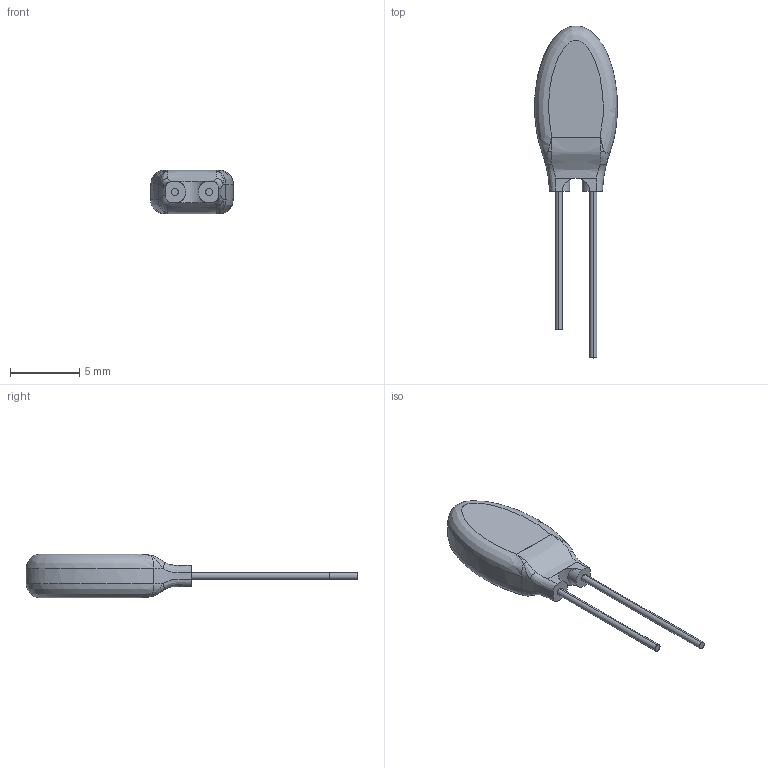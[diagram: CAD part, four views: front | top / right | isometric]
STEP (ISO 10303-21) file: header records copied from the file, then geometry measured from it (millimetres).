
FILE_DESCRIPTION (( 'STEP AP214' ), '1' );
FILE_NAME ('22DEFAU1012245505681.step', '2005-10-12T06:45:52', ( 'SysAdmin' ), ( 'SolidWorks' ), 'SwSTEP 2.0', 'SolidWorks 2005254', '' );
FILE_SCHEMA (( 'AUTOMOTIVE_DESIGN' ));
Length unit declared in the file: inch
Products named in the file (1): 22DEFAU1012245505681
Bounding box: 5.99 x 24 x 3.17 mm (x, y, z)
Volume: 160.3 mm3; surface area: 214.6 mm2
Topology: 1 solids, 1 shells, 43 faces, 95 edges, 56 vertices
Faces by surface type: bspline 18, cylinder 11, plane 10, torus 4
Entity records: 9522 total; most frequent: CARTESIAN_POINT 8581, ORIENTED_EDGE 190, DIRECTION 141, EDGE_CURVE 95, AXIS2_PLACEMENT_3D 60, VERTEX_POINT 56, EDGE_LOOP 45, FACE_OUTER_BOUND 43
